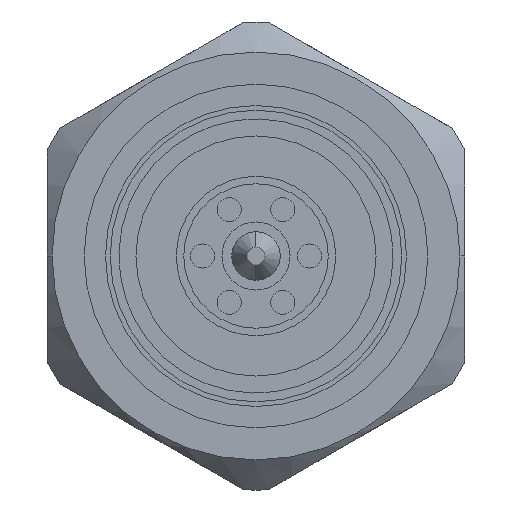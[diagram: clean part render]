
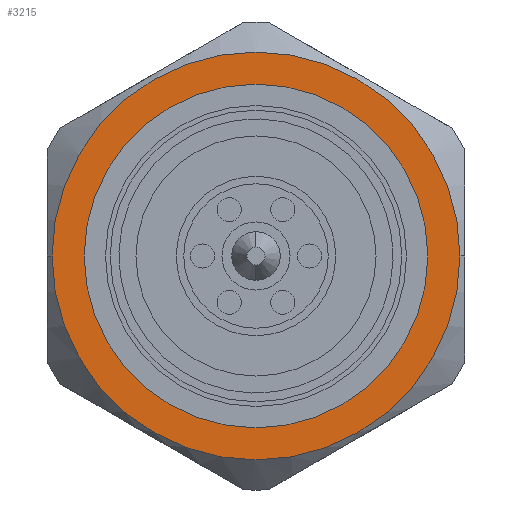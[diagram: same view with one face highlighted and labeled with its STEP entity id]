
A CAD part, left-side view. The second image highlights one B-rep face of the part: STEP entity #3215.
In plain terms, the highlighted planar face has unit normal (-1, 0, 0).
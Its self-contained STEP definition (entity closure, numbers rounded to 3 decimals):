
#106 = FACE_OUTER_BOUND ( 'NONE', #680, .T. ) ;
#177 = DIRECTION ( 'NONE',  ( 0., 1., 0. ) ) ;
#299 = EDGE_CURVE ( 'NONE', #1857, #1738, #1704, .T. ) ;
#345 = DIRECTION ( 'NONE',  ( -1., 0., 0. ) ) ;
#370 = AXIS2_PLACEMENT_3D ( 'NONE', #2858, #584, #1446 ) ;
#564 = CARTESIAN_POINT ( 'NONE',  ( -2.794, 3.264, 0. ) ) ;
#584 = DIRECTION ( 'NONE',  ( -1., 0., 0. ) ) ;
#680 = EDGE_LOOP ( 'NONE', ( #3517, #2191 ) ) ;
#731 = VERTEX_POINT ( 'NONE', #902 ) ;
#902 = CARTESIAN_POINT ( 'NONE',  ( -2.794, -3.874, 0. ) ) ;
#936 = DIRECTION ( 'NONE',  ( 1., 0., 0. ) ) ;
#947 = AXIS2_PLACEMENT_3D ( 'NONE', #1791, #345, #3120 ) ;
#1024 = AXIS2_PLACEMENT_3D ( 'NONE', #2894, #2560, #1991 ) ;
#1173 = AXIS2_PLACEMENT_3D ( 'NONE', #3435, #936, #177 ) ;
#1312 = EDGE_CURVE ( 'NONE', #1624, #731, #2127, .T. ) ;
#1320 = CARTESIAN_POINT ( 'NONE',  ( -2.794, -3.264, 0. ) ) ;
#1334 = CARTESIAN_POINT ( 'NONE',  ( -2.794, 0., 0. ) ) ;
#1345 = ORIENTED_EDGE ( 'NONE', *, *, #3488, .F. ) ;
#1446 = DIRECTION ( 'NONE',  ( 0., 1., 0. ) ) ;
#1624 = VERTEX_POINT ( 'NONE', #3243 ) ;
#1704 = CIRCLE ( 'NONE', #370, 3.264 ) ;
#1738 = VERTEX_POINT ( 'NONE', #564 ) ;
#1791 = CARTESIAN_POINT ( 'NONE',  ( -2.794, 0., 0. ) ) ;
#1857 = VERTEX_POINT ( 'NONE', #1320 ) ;
#1865 = DIRECTION ( 'NONE',  ( 0., 1., 0. ) ) ;
#1991 = DIRECTION ( 'NONE',  ( 0., 1., 0. ) ) ;
#2099 = DIRECTION ( 'NONE',  ( -1., 0., 0. ) ) ;
#2127 = CIRCLE ( 'NONE', #1024, 3.874 ) ;
#2191 = ORIENTED_EDGE ( 'NONE', *, *, #2231, .T. ) ;
#2231 = EDGE_CURVE ( 'NONE', #731, #1624, #3008, .T. ) ;
#2322 = PLANE ( 'NONE',  #1173 ) ;
#2560 = DIRECTION ( 'NONE',  ( -1., 0., 0. ) ) ;
#2600 = FACE_BOUND ( 'NONE', #3068, .T. ) ;
#2626 = ORIENTED_EDGE ( 'NONE', *, *, #299, .F. ) ;
#2858 = CARTESIAN_POINT ( 'NONE',  ( -2.794, 0., 0. ) ) ;
#2894 = CARTESIAN_POINT ( 'NONE',  ( -2.794, 0., 0. ) ) ;
#3008 = CIRCLE ( 'NONE', #3404, 3.874 ) ;
#3068 = EDGE_LOOP ( 'NONE', ( #1345, #2626 ) ) ;
#3120 = DIRECTION ( 'NONE',  ( 0., 1., 0. ) ) ;
#3215 = ADVANCED_FACE ( 'NONE', ( #2600, #106 ), #2322, .F. ) ;
#3243 = CARTESIAN_POINT ( 'NONE',  ( -2.794, 3.874, 0. ) ) ;
#3404 = AXIS2_PLACEMENT_3D ( 'NONE', #1334, #2099, #1865 ) ;
#3435 = CARTESIAN_POINT ( 'NONE',  ( -2.794, 0., 0. ) ) ;
#3488 = EDGE_CURVE ( 'NONE', #1738, #1857, #3571, .T. ) ;
#3517 = ORIENTED_EDGE ( 'NONE', *, *, #1312, .T. ) ;
#3571 = CIRCLE ( 'NONE', #947, 3.264 ) ;
